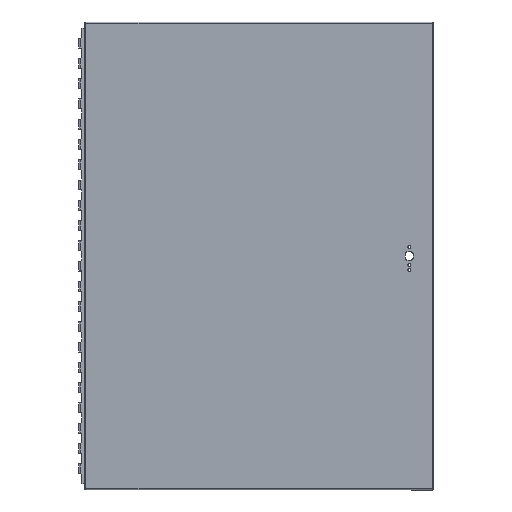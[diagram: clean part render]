
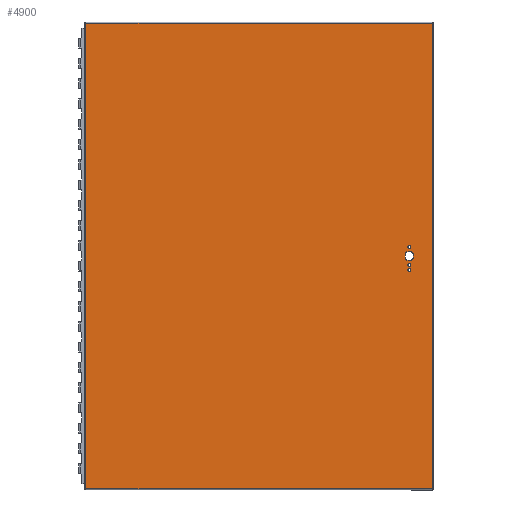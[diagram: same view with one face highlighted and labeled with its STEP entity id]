
A CAD part, top view. The second image highlights one B-rep face of the part: STEP entity #4900.
In plain terms, the highlighted face is planar.
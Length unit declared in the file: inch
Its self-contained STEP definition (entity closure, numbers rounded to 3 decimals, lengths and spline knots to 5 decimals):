
#337=FACE_BOUND('',#900,.T.);
#338=FACE_BOUND('',#901,.T.);
#339=FACE_BOUND('',#902,.T.);
#340=FACE_BOUND('',#903,.T.);
#458=PLANE('',#5238);
#642=FACE_OUTER_BOUND('',#899,.T.);
#899=EDGE_LOOP('',(#3715,#3716,#3717,#3718));
#900=EDGE_LOOP('',(#3719,#3720,#3721,#3722,#3723,#3724,#3725,#3726));
#901=EDGE_LOOP('',(#3727));
#902=EDGE_LOOP('',(#3728));
#903=EDGE_LOOP('',(#3729));
#1096=LINE('',#6964,#1606);
#1100=LINE('',#6976,#1610);
#1104=LINE('',#6988,#1614);
#1108=LINE('',#6998,#1618);
#1133=LINE('',#7171,#1643);
#1146=LINE('',#7306,#1656);
#1164=LINE('',#7475,#1674);
#1168=LINE('',#7510,#1678);
#1606=VECTOR('',#5635,0.3937);
#1610=VECTOR('',#5647,0.3937);
#1614=VECTOR('',#5659,0.3937);
#1618=VECTOR('',#5671,0.3937);
#1643=VECTOR('',#5728,0.3937);
#1656=VECTOR('',#5751,0.3937);
#1674=VECTOR('',#5785,0.3937);
#1678=VECTOR('',#5795,0.3937);
#2126=CIRCLE('',#5182,0.453);
#2128=CIRCLE('',#5186,0.453);
#2130=CIRCLE('',#5190,0.453);
#2132=CIRCLE('',#5194,0.453);
#2133=CIRCLE('',#5197,0.1405);
#2135=CIRCLE('',#5200,0.1405);
#2137=CIRCLE('',#5203,0.1405);
#2290=VERTEX_POINT('',#6955);
#2291=VERTEX_POINT('',#6957);
#2293=VERTEX_POINT('',#6963);
#2295=VERTEX_POINT('',#6969);
#2297=VERTEX_POINT('',#6975);
#2299=VERTEX_POINT('',#6981);
#2301=VERTEX_POINT('',#6987);
#2303=VERTEX_POINT('',#6993);
#2304=VERTEX_POINT('',#7000);
#2306=VERTEX_POINT('',#7006);
#2308=VERTEX_POINT('',#7012);
#2333=VERTEX_POINT('',#7162);
#2334=VERTEX_POINT('',#7170);
#2338=VERTEX_POINT('',#7242);
#2344=VERTEX_POINT('',#7298);
#2751=EDGE_CURVE('',#2291,#2290,#2126,.T.);
#2754=EDGE_CURVE('',#2293,#2291,#1096,.T.);
#2757=EDGE_CURVE('',#2295,#2293,#2128,.T.);
#2760=EDGE_CURVE('',#2297,#2295,#1100,.T.);
#2763=EDGE_CURVE('',#2299,#2297,#2130,.T.);
#2766=EDGE_CURVE('',#2301,#2299,#1104,.T.);
#2769=EDGE_CURVE('',#2303,#2301,#2132,.T.);
#2772=EDGE_CURVE('',#2290,#2303,#1108,.T.);
#2773=EDGE_CURVE('',#2304,#2304,#2133,.T.);
#2776=EDGE_CURVE('',#2306,#2306,#2135,.T.);
#2779=EDGE_CURVE('',#2308,#2308,#2137,.T.);
#2812=EDGE_CURVE('',#2334,#2333,#1133,.T.);
#2832=EDGE_CURVE('',#2338,#2344,#1146,.T.);
#2857=EDGE_CURVE('',#2333,#2338,#1164,.T.);
#2862=EDGE_CURVE('',#2344,#2334,#1168,.T.);
#3715=ORIENTED_EDGE('',*,*,#2857,.T.);
#3716=ORIENTED_EDGE('',*,*,#2832,.T.);
#3717=ORIENTED_EDGE('',*,*,#2862,.T.);
#3718=ORIENTED_EDGE('',*,*,#2812,.T.);
#3719=ORIENTED_EDGE('',*,*,#2751,.T.);
#3720=ORIENTED_EDGE('',*,*,#2772,.T.);
#3721=ORIENTED_EDGE('',*,*,#2769,.T.);
#3722=ORIENTED_EDGE('',*,*,#2766,.T.);
#3723=ORIENTED_EDGE('',*,*,#2763,.T.);
#3724=ORIENTED_EDGE('',*,*,#2760,.T.);
#3725=ORIENTED_EDGE('',*,*,#2757,.T.);
#3726=ORIENTED_EDGE('',*,*,#2754,.T.);
#3727=ORIENTED_EDGE('',*,*,#2773,.T.);
#3728=ORIENTED_EDGE('',*,*,#2776,.T.);
#3729=ORIENTED_EDGE('',*,*,#2779,.T.);
#4900=ADVANCED_FACE('',(#642,#337,#338,#339,#340),#458,.F.);
#5182=AXIS2_PLACEMENT_3D('',#6958,#5629,#5630);
#5186=AXIS2_PLACEMENT_3D('',#6970,#5641,#5642);
#5190=AXIS2_PLACEMENT_3D('',#6982,#5653,#5654);
#5194=AXIS2_PLACEMENT_3D('',#6994,#5665,#5666);
#5197=AXIS2_PLACEMENT_3D('',#7001,#5674,#5675);
#5200=AXIS2_PLACEMENT_3D('',#7007,#5681,#5682);
#5203=AXIS2_PLACEMENT_3D('',#7013,#5688,#5689);
#5238=AXIS2_PLACEMENT_3D('',#7613,#5831,#5832);
#5629=DIRECTION('center_axis',(0.,0.,1.));
#5630=DIRECTION('ref_axis',(-0.469,-0.883,0.));
#5635=DIRECTION('',(0.,1.,0.));
#5641=DIRECTION('center_axis',(0.,0.,1.));
#5642=DIRECTION('ref_axis',(-0.883,0.469,0.));
#5647=DIRECTION('',(1.,0.,0.));
#5653=DIRECTION('center_axis',(0.,0.,1.));
#5654=DIRECTION('ref_axis',(0.469,0.883,0.));
#5659=DIRECTION('',(0.,-1.,0.));
#5665=DIRECTION('center_axis',(0.,0.,1.));
#5666=DIRECTION('ref_axis',(0.883,-0.469,0.));
#5671=DIRECTION('',(-1.,0.,0.));
#5674=DIRECTION('center_axis',(0.,0.,1.));
#5675=DIRECTION('ref_axis',(1.,0.,0.));
#5681=DIRECTION('center_axis',(0.,0.,1.));
#5682=DIRECTION('ref_axis',(1.,0.,0.));
#5688=DIRECTION('center_axis',(0.,0.,1.));
#5689=DIRECTION('ref_axis',(1.,0.,0.));
#5728=DIRECTION('',(-1.,0.,0.));
#5751=DIRECTION('',(1.,0.,0.));
#5785=DIRECTION('',(0.,1.,0.));
#5795=DIRECTION('',(0.,-1.,0.));
#5831=DIRECTION('center_axis',(0.,0.,1.));
#5832=DIRECTION('ref_axis',(1.,0.,0.));
#6955=CARTESIAN_POINT('',(15.02512,0.4,0.));
#6957=CARTESIAN_POINT('',(15.2125,0.21262,0.));
#6958=CARTESIAN_POINT('Origin',(14.8125,0.,0.));
#6963=CARTESIAN_POINT('',(15.2125,-0.21262,0.));
#6964=CARTESIAN_POINT('',(15.2125,0.10631,0.));
#6969=CARTESIAN_POINT('',(15.02512,-0.4,0.));
#6970=CARTESIAN_POINT('Origin',(14.8125,0.,0.));
#6975=CARTESIAN_POINT('',(14.59988,-0.4,0.));
#6976=CARTESIAN_POINT('',(7.51256,-0.4,0.));
#6981=CARTESIAN_POINT('',(14.4125,-0.21262,0.));
#6982=CARTESIAN_POINT('Origin',(14.8125,0.,0.));
#6987=CARTESIAN_POINT('',(14.4125,0.21262,0.));
#6988=CARTESIAN_POINT('',(14.4125,-0.10631,0.));
#6993=CARTESIAN_POINT('',(14.59988,0.4,0.));
#6994=CARTESIAN_POINT('Origin',(14.8125,0.,0.));
#6998=CARTESIAN_POINT('',(7.29994,0.4,0.));
#7000=CARTESIAN_POINT('',(14.672,0.886,0.));
#7001=CARTESIAN_POINT('Origin',(14.8125,0.886,0.));
#7006=CARTESIAN_POINT('',(14.672,1.378,0.));
#7007=CARTESIAN_POINT('Origin',(14.8125,1.378,0.));
#7012=CARTESIAN_POINT('',(14.672,-0.885,0.));
#7013=CARTESIAN_POINT('Origin',(14.8125,-0.885,0.));
#7162=CARTESIAN_POINT('',(-17.08225,-22.9885,0.));
#7170=CARTESIAN_POINT('',(17.08225,-22.9885,0.));
#7171=CARTESIAN_POINT('',(8.54113,-22.9885,0.));
#7242=CARTESIAN_POINT('',(-17.08225,22.9885,0.));
#7298=CARTESIAN_POINT('',(17.08225,22.9885,0.));
#7306=CARTESIAN_POINT('',(-8.59375,22.9885,0.));
#7475=CARTESIAN_POINT('',(-17.08225,-11.49425,0.));
#7510=CARTESIAN_POINT('',(17.08225,11.49425,0.));
#7613=CARTESIAN_POINT('Origin',(0.,0.,
0.));
